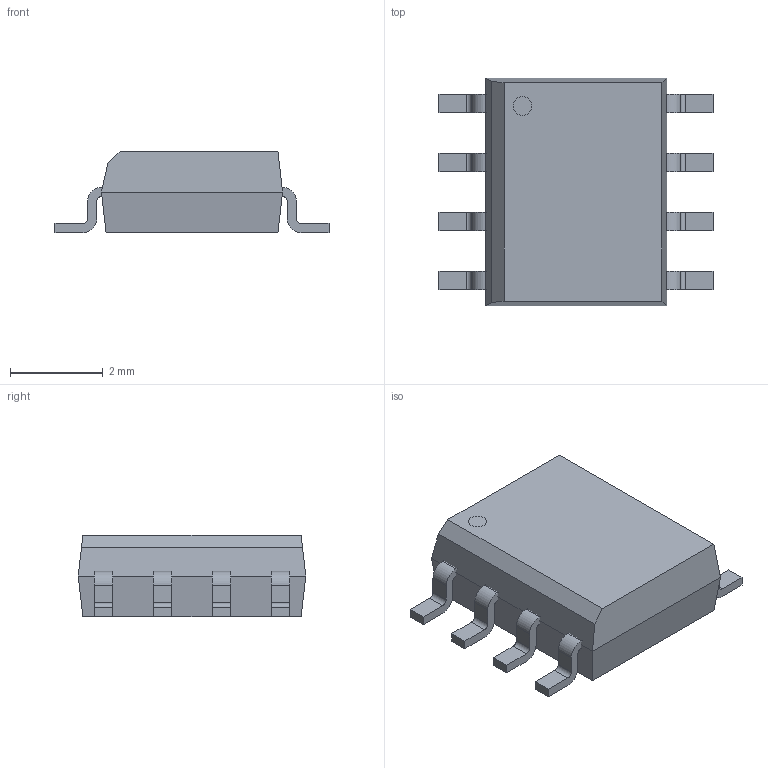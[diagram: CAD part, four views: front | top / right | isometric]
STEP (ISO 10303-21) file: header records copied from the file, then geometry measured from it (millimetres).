
FILE_DESCRIPTION(/* description */ (''),/* implementation_level */ '2;1');
FILE_NAME(/* name */ 'SEMTECH_SOIC-8-EDP-3.stp',/* time_stamp */ '2022-10-03T12:57:07+02:00',/* author */ ('hfluckig'),/* organization */ (''),/* preprocessor_version */ 'ST-DEVELOPER v18',/* originating_system */ 'AutoCAD Mechanical',/* authorisation */ '');
FILE_SCHEMA (('AUTOMOTIVE_DESIGN { 1 0 10303 214 3 1 1 }'));
Length unit declared in the file: millimetre
Products named in the file (1): Product
Bounding box: 5.9 x 4.9 x 1.75 mm (x, y, z)
Volume: 32.7 mm3; surface area: 103.6 mm2
Topology: 11 solids, 11 shells, 139 faces, 345 edges, 230 vertices
Faces by surface type: plane 105, cylinder 34
Full cylindrical faces by diameter (mm): 0.4 x2
Entity records: 4145 total; most frequent: CARTESIAN_POINT 715, DIRECTION 697, ORIENTED_EDGE 690, EDGE_CURVE 345, LINE 273, VECTOR 273, VERTEX_POINT 230, AXIS2_PLACEMENT_3D 212
